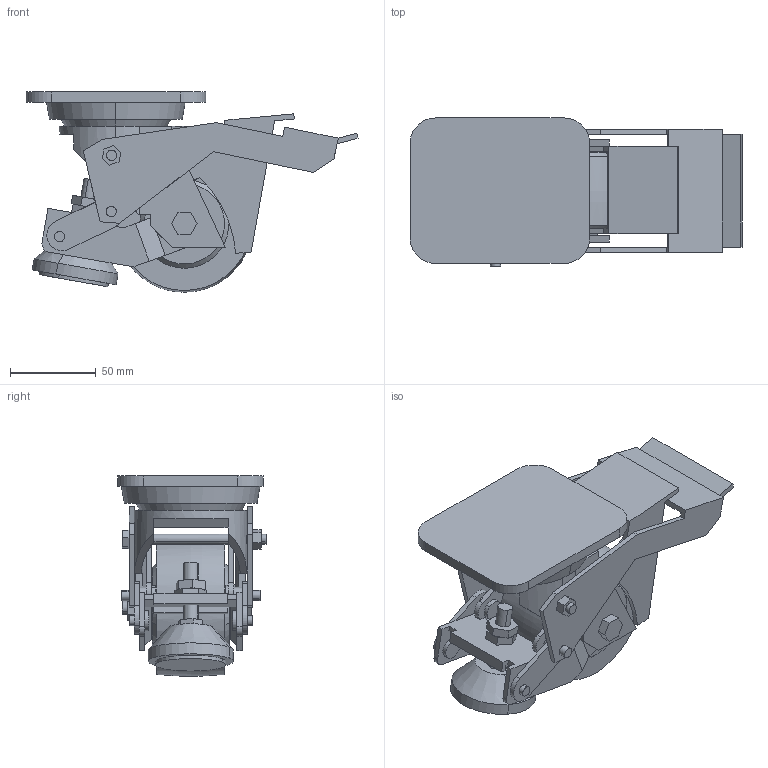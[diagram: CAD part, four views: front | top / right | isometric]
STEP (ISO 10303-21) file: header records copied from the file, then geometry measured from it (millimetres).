
FILE_DESCRIPTION(('STEP AP214'),'1');
FILE_NAME('cctmp_6D2585CF-1F06-4F49-9357-4DE3E40989AD_2021_07_23_08_40_02_0116..stp','2021-07-23T06:40:02',('Bosch Rexroth AG'),('CADClick - www.CADClick.com'),'Spatial InterOp 3D',' ','unknown authorization - (Healing Option Enabled)');
FILE_SCHEMA(('AUTOMOTIVE_DESIGN'));
Length unit declared in the file: millimetre
Products named in the file (1): 2021_07_23_08_40_02_0100
Bounding box: 193.98 x 86.5 x 116.89 mm (x, y, z)
Volume: 486683.4 mm3; surface area: 122931.5 mm2
Topology: 1 solids, 1 shells, 307 faces, 870 edges, 568 vertices
Faces by surface type: plane 217, cylinder 78, cone 10, torus 2
Entity records: 12705 total; most frequent: CARTESIAN_POINT 2060, ORIENTED_EDGE 1740, DIRECTION 1675, EDGE_CURVE 870, LINE 635, VECTOR 635, VERTEX_POINT 568, AXIS2_PLACEMENT_3D 520
